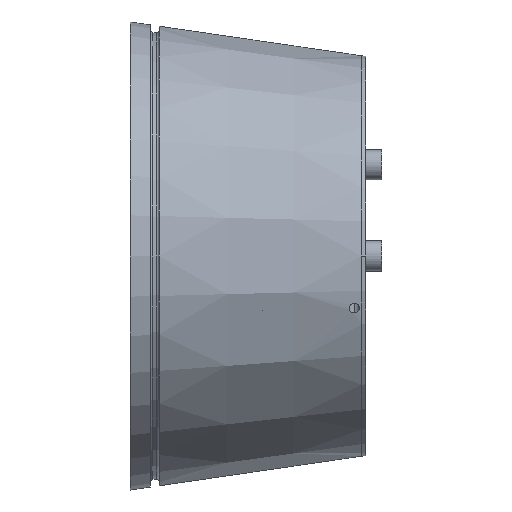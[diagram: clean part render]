
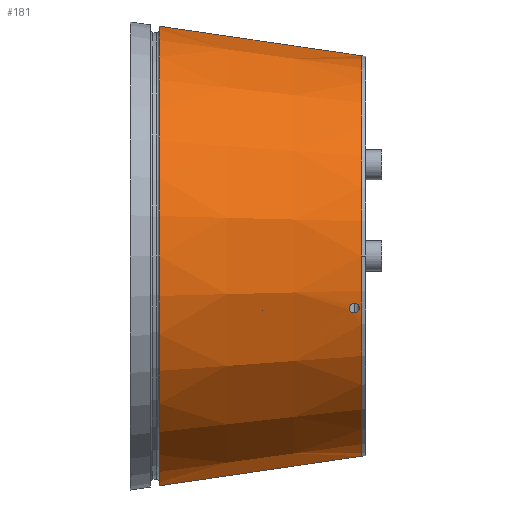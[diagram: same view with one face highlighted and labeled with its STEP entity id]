
A CAD part, left-side view. The second image highlights one B-rep face of the part: STEP entity #181.
In plain terms, the highlighted conical face has half-angle 8.3 degrees and reference radius 39.221 mm.
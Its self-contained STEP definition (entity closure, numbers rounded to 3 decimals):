
#60 = CIRCLE ( 'NONE', #19001, 39.508 ) ;
#181 = ADVANCED_FACE ( 'NONE', ( #16853, #18295 ), #5535, .T. ) ;
#431 = DIRECTION ( 'NONE',  ( 0., -1., 0. ) ) ;
#660 = CARTESIAN_POINT ( 'NONE',  ( -38.101, 277.31, -11.244 ) ) ;
#726 = VERTEX_POINT ( 'NONE', #7333 ) ;
#834 = CARTESIAN_POINT ( 'NONE',  ( 0., 275.815, 39.508 ) ) ;
#1060 = DIRECTION ( 'NONE',  ( 0., 1., 0. ) ) ;
#1227 = CARTESIAN_POINT ( 'NONE',  ( -38.066, 276.809, -11.106 ) ) ;
#1328 = CARTESIAN_POINT ( 'NONE',  ( -38.115, 276.438, -10.737 ) ) ;
#1580 = DIRECTION ( 'NONE',  ( 1., 0., 0. ) ) ;
#1638 = VERTEX_POINT ( 'NONE', #15462 ) ;
#1686 = B_SPLINE_CURVE_WITH_KNOTS ( 'NONE', 3,
 ( #18510, #8198, #14228, #17578, #6369, #9435, #12689, #17276, #3309, #11353, #3207, #8096, #3608, #14329, #18921, #17174, #11155, #4939 ),
 .UNSPECIFIED., .F., .F.,
 ( 4, 2, 2, 2, 2, 2, 2, 2, 4 ),
 ( 0.001, 0.002, 0.002, 0.002, 0.003, 0.003, 0.003, 0.004, 0.004 ),
 .UNSPECIFIED. ) ;
#2761 = ORIENTED_EDGE ( 'NONE', *, *, #19870, .T. ) ;
#2854 = ORIENTED_EDGE ( 'NONE', *, *, #12624, .T. ) ;
#2856 = CARTESIAN_POINT ( 'NONE',  ( -38.265, 276.31, -10.117 ) ) ;
#3162 = ORIENTED_EDGE ( 'NONE', *, *, #8415, .T. ) ;
#3207 = CARTESIAN_POINT ( 'NONE',  ( -38.577, 278.284, -10.064 ) ) ;
#3279 = LINE ( 'NONE', #10827, #6878 ) ;
#3309 = CARTESIAN_POINT ( 'NONE',  ( -38.479, 278.31, -10.448 ) ) ;
#3608 = CARTESIAN_POINT ( 'NONE',  ( -38.64, 278.108, -9.714 ) ) ;
#4189 = VERTEX_POINT ( 'NONE', #9950 ) ;
#4319 = CARTESIAN_POINT ( 'NONE',  ( 0., 273.849, 0. ) ) ;
#4360 = LINE ( 'NONE', #7519, #11793 ) ;
#4389 = CARTESIAN_POINT ( 'NONE',  ( -38.415, 276.512, -9.655 ) ) ;
#4686 = CARTESIAN_POINT ( 'NONE',  ( -38.619, 277.31, -9.313 ) ) ;
#4828 = VERTEX_POINT ( 'NONE', #834 ) ;
#4841 = DIRECTION ( 'NONE',  ( 0., -1., 0. ) ) ;
#4939 = CARTESIAN_POINT ( 'NONE',  ( -38.619, 277.31, -9.313 ) ) ;
#5103 = CARTESIAN_POINT ( 'NONE',  ( -38.619, 277.31, -9.313 ) ) ;
#5358 = VERTEX_POINT ( 'NONE', #14132 ) ;
#5456 = EDGE_CURVE ( 'NONE', #5358, #726, #6167, .T. ) ;
#5535 = CONICAL_SURFACE ( 'NONE', #6835, 39.221, 0.145 ) ;
#5825 = CARTESIAN_POINT ( 'NONE',  ( -38.601, 277.181, -9.308 ) ) ;
#5955 = DIRECTION ( 'NONE',  ( 0., -1., 0. ) ) ;
#6021 = CARTESIAN_POINT ( 'NONE',  ( -38.072, 277.05, -11.21 ) ) ;
#6167 = CIRCLE ( 'NONE', #15618, 39.508 ) ;
#6369 = CARTESIAN_POINT ( 'NONE',  ( -38.243, 277.923, -11.077 ) ) ;
#6835 = AXIS2_PLACEMENT_3D ( 'NONE', #4319, #1060, #7285 ) ;
#6846 = CARTESIAN_POINT ( 'NONE',  ( 0., 315.811, 0. ) ) ;
#6878 = VECTOR ( 'NONE', #18890, 1000. ) ;
#7285 = DIRECTION ( 'NONE',  ( 0., 0., 1. ) ) ;
#7333 = CARTESIAN_POINT ( 'NONE',  ( 0., 275.815, -39.508 ) ) ;
#7519 = CARTESIAN_POINT ( 'NONE',  ( 0., 273.849, 39.221 ) ) ;
#8096 = CARTESIAN_POINT ( 'NONE',  ( -38.623, 278.183, -9.825 ) ) ;
#8198 = CARTESIAN_POINT ( 'NONE',  ( -38.119, 277.44, -11.249 ) ) ;
#8284 = EDGE_LOOP ( 'NONE', ( #2761, #2854 ) ) ;
#8415 = EDGE_CURVE ( 'NONE', #1638, #4189, #19538, .T. ) ;
#8534 = ORIENTED_EDGE ( 'NONE', *, *, #5456, .F. ) ;
#9278 = CARTESIAN_POINT ( 'NONE',  ( -38.486, 276.699, -9.482 ) ) ;
#9338 = EDGE_CURVE ( 'NONE', #4828, #5358, #60, .T. ) ;
#9383 = CARTESIAN_POINT ( 'NONE',  ( -38.576, 277.05, -9.328 ) ) ;
#9435 = CARTESIAN_POINT ( 'NONE',  ( -38.32, 278.108, -10.907 ) ) ;
#9950 = CARTESIAN_POINT ( 'NONE',  ( 0., 315.811, -45.342 ) ) ;
#10147 = AXIS2_PLACEMENT_3D ( 'NONE', #6846, #431, #17452 ) ;
#10374 = ORIENTED_EDGE ( 'NONE', *, *, #18781, .T. ) ;
#10445 = DIRECTION ( 'NONE',  ( 1., 0., 0. ) ) ;
#10510 = CARTESIAN_POINT ( 'NONE',  ( -38.166, 276.336, -10.498 ) ) ;
#10568 = B_SPLINE_CURVE_WITH_KNOTS ( 'NONE', 3,
 ( #4686, #5825, #9383, #19999, #9278, #4389, #19808, #18264, #2856, #10702, #10510, #1328, #16734, #15295, #1227, #6021, #10608, #12236 ),
 .UNSPECIFIED., .F., .F.,
 ( 4, 2, 2, 2, 2, 2, 2, 2, 4 ),
 ( 0.004, 0.005, 0.005, 0.005, 0.006, 0.006, 0.007, 0.007, 0.007 ),
 .UNSPECIFIED. ) ;
#10608 = CARTESIAN_POINT ( 'NONE',  ( -38.083, 277.181, -11.24 ) ) ;
#10702 = CARTESIAN_POINT ( 'NONE',  ( -38.197, 276.31, -10.37 ) ) ;
#10827 = CARTESIAN_POINT ( 'NONE',  ( 0., 273.849, -39.221 ) ) ;
#11155 = CARTESIAN_POINT ( 'NONE',  ( -38.637, 277.44, -9.318 ) ) ;
#11353 = CARTESIAN_POINT ( 'NONE',  ( -38.547, 278.31, -10.191 ) ) ;
#11793 = VECTOR ( 'NONE', #12116, 1000. ) ;
#12116 = DIRECTION ( 'NONE',  ( 0., 0.99, 0.144 ) ) ;
#12236 = CARTESIAN_POINT ( 'NONE',  ( -38.101, 277.31, -11.244 ) ) ;
#12591 = CARTESIAN_POINT ( 'NONE',  ( 0., 275.815, 0. ) ) ;
#12624 = EDGE_CURVE ( 'NONE', #19451, #14273, #10568, .T. ) ;
#12689 = CARTESIAN_POINT ( 'NONE',  ( -38.361, 278.182, -10.803 ) ) ;
#14132 = CARTESIAN_POINT ( 'NONE',  ( -39.508, 275.815, 0. ) ) ;
#14228 = CARTESIAN_POINT ( 'NONE',  ( -38.145, 277.571, -11.229 ) ) ;
#14273 = VERTEX_POINT ( 'NONE', #660 ) ;
#14329 = CARTESIAN_POINT ( 'NONE',  ( -38.658, 277.923, -9.529 ) ) ;
#14593 = ORIENTED_EDGE ( 'NONE', *, *, #9338, .F. ) ;
#15295 = CARTESIAN_POINT ( 'NONE',  ( -38.071, 276.699, -11.031 ) ) ;
#15462 = CARTESIAN_POINT ( 'NONE',  ( 0., 315.811, 45.342 ) ) ;
#15618 = AXIS2_PLACEMENT_3D ( 'NONE', #12591, #4841, #1580 ) ;
#15942 = EDGE_CURVE ( 'NONE', #726, #4189, #3279, .T. ) ;
#16074 = ORIENTED_EDGE ( 'NONE', *, *, #15942, .F. ) ;
#16734 = CARTESIAN_POINT ( 'NONE',  ( -38.096, 276.512, -10.846 ) ) ;
#16853 = FACE_OUTER_BOUND ( 'NONE', #17413, .T. ) ;
#17174 = CARTESIAN_POINT ( 'NONE',  ( -38.65, 277.571, -9.348 ) ) ;
#17276 = CARTESIAN_POINT ( 'NONE',  ( -38.44, 278.284, -10.573 ) ) ;
#17413 = EDGE_LOOP ( 'NONE', ( #14593, #10374, #3162, #16074, #8534 ) ) ;
#17452 = DIRECTION ( 'NONE',  ( 0., 0., 1. ) ) ;
#17578 = CARTESIAN_POINT ( 'NONE',  ( -38.207, 277.811, -11.144 ) ) ;
#18264 = CARTESIAN_POINT ( 'NONE',  ( -38.302, 276.337, -9.991 ) ) ;
#18295 = FACE_BOUND ( 'NONE', #8284, .T. ) ;
#18510 = CARTESIAN_POINT ( 'NONE',  ( -38.101, 277.31, -11.244 ) ) ;
#18781 = EDGE_CURVE ( 'NONE', #4828, #1638, #4360, .T. ) ;
#18890 = DIRECTION ( 'NONE',  ( 0., 0.99, -0.144 ) ) ;
#18921 = CARTESIAN_POINT ( 'NONE',  ( -38.66, 277.811, -9.453 ) ) ;
#19001 = AXIS2_PLACEMENT_3D ( 'NONE', #19938, #5955, #10445 ) ;
#19451 = VERTEX_POINT ( 'NONE', #5103 ) ;
#19538 = CIRCLE ( 'NONE', #10147, 45.342 ) ;
#19808 = CARTESIAN_POINT ( 'NONE',  ( -38.377, 276.438, -9.759 ) ) ;
#19870 = EDGE_CURVE ( 'NONE', #14273, #19451, #1686, .T. ) ;
#19938 = CARTESIAN_POINT ( 'NONE',  ( 0., 275.815, 0. ) ) ;
#19999 = CARTESIAN_POINT ( 'NONE',  ( -38.519, 276.809, -9.415 ) ) ;
